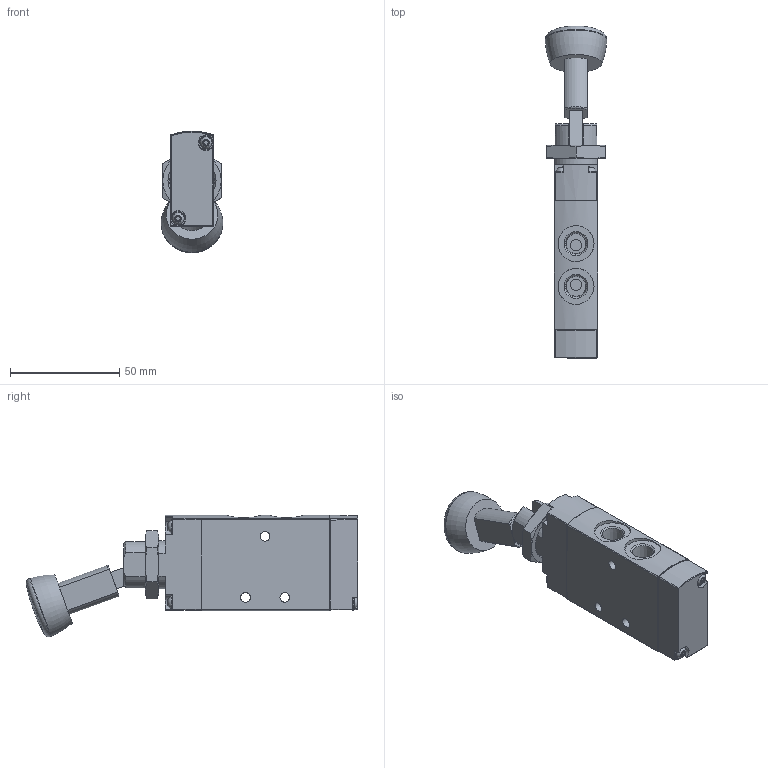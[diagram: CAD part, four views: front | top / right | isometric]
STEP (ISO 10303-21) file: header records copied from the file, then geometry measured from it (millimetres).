
FILE_DESCRIPTION(/* description */ ('STEP AP214'),/* implementation_level */ '2;1');
FILE_NAME(/* name */ '5300040_VHEF-V-M52-M-N18',/* time_stamp */ '2024-09-16T14:23:18+02:00',/* author */ ('License CC BY-ND 4.0'),/* organization */ ('CADENAS'),/* preprocessor_version */ 'ST-DEVELOPER v19.3',/* originating_system */ 'PARTsolutions',/* authorisation */ ' ');
FILE_SCHEMA (('AUTOMOTIVE_DESIGN {1 0 10303 214 3 1 1}'));
Length unit declared in the file: millimetre
Products named in the file (5): 5300040 VHEF-V-M52-M-N18---(Position1 high); 8037718 VXEF-X-M52-M-N18_valve---(7); 4939363 VHEF-VT-M52---(Position1mechanical-higha); 3394270 VAOM-R4---(schrauben); 337143 VAL-1/8-10 M22X1.5-6-27
Assembly tree (7 placements, depth 2):
  5300040 VHEF-V-M52-M-N18---(Position1 high)
    8037718 VXEF-X-M52-M-N18_valve---(7)
    4939363 VHEF-VT-M52---(Position1mechanical-higha)
    3394270 VAOM-R4---(schrauben)  x4
    337143 VAL-1/8-10 M22X1.5-6-27
Bounding box: 28.39 x 152.13 x 55.75 mm (x, y, z)
Volume: 87262.2 mm3; surface area: 27112.6 mm2
Topology: 7 solids, 7 shells, 317 faces, 767 edges, 500 vertices
Faces by surface type: cylinder 147, plane 105, cone 36, torus 26, sphere 3
Full cylindrical faces by diameter (mm): 2.459 x4, 3 x4, 3.1 x4, 4.4 x3, 5.2 x4, 5.925 x1, 6.8 x6, 9.7 x1, 16.5 x2, 20.376 x1
Entity records: 8744 total; most frequent: CARTESIAN_POINT 1370, DIRECTION 1279, ORIENTED_EDGE 1062, AXIS2_PLACEMENT_3D 538, EDGE_CURVE 531, VERTEX_POINT 391, FACE_BOUND 366, EDGE_LOOP 362
